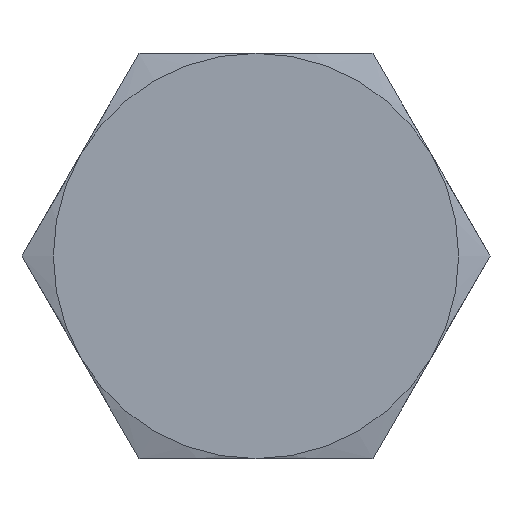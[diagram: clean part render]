
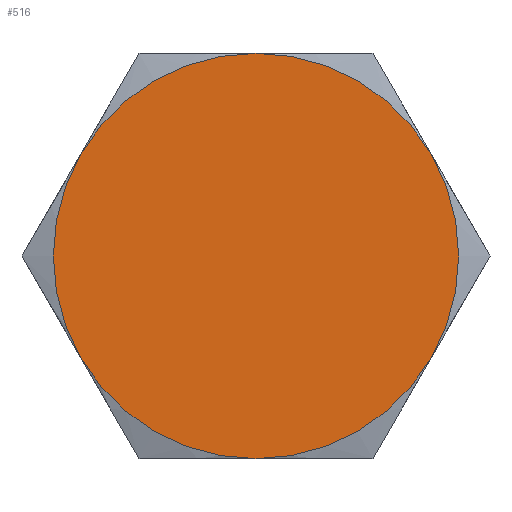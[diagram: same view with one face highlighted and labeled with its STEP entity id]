
A CAD part, left-side view. The second image highlights one B-rep face of the part: STEP entity #516.
In plain terms, the highlighted planar face has unit normal (-1, 0, 0).
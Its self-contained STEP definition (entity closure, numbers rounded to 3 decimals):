
#71=PLANE('',#590);
#197=ORIENTED_EDGE('',*,*,#261,.F.);
#198=ORIENTED_EDGE('',*,*,#260,.F.);
#199=ORIENTED_EDGE('',*,*,#259,.F.);
#200=ORIENTED_EDGE('',*,*,#258,.F.);
#201=ORIENTED_EDGE('',*,*,#262,.F.);
#202=ORIENTED_EDGE('',*,*,#257,.F.);
#257=EDGE_CURVE('',#301,#299,#328,.T.);
#258=EDGE_CURVE('',#308,#307,#329,.T.);
#259=EDGE_CURVE('',#307,#305,#330,.T.);
#260=EDGE_CURVE('',#305,#303,#331,.T.);
#261=EDGE_CURVE('',#303,#301,#332,.T.);
#262=EDGE_CURVE('',#299,#308,#333,.T.);
#299=VERTEX_POINT('',#944);
#301=VERTEX_POINT('',#956);
#303=VERTEX_POINT('',#968);
#305=VERTEX_POINT('',#980);
#307=VERTEX_POINT('',#992);
#308=VERTEX_POINT('',#1002);
#328=CIRCLE('',#581,6.5);
#329=CIRCLE('',#583,6.5);
#330=CIRCLE('',#585,6.5);
#331=CIRCLE('',#587,6.5);
#332=CIRCLE('',#589,6.5);
#333=CIRCLE('',#591,6.5);
#400=EDGE_LOOP('',(#197,#198,#199,#200,#201,#202));
#469=FACE_BOUND('',#400,.T.);
#516=ADVANCED_FACE('',(#469),#71,.F.);
#581=AXIS2_PLACEMENT_3D('',#1008,#707,#708);
#583=AXIS2_PLACEMENT_3D('',#1010,#711,#712);
#585=AXIS2_PLACEMENT_3D('',#1012,#715,#716);
#587=AXIS2_PLACEMENT_3D('',#1014,#719,#720);
#589=AXIS2_PLACEMENT_3D('',#1016,#723,#724);
#590=AXIS2_PLACEMENT_3D('',#1017,#725,#726);
#591=AXIS2_PLACEMENT_3D('',#1018,#727,#728);
#707=DIRECTION('',(1.,0.,0.));
#708=DIRECTION('',(0.,0.,-1.));
#711=DIRECTION('',(1.,0.,0.));
#712=DIRECTION('',(0.,0.,-1.));
#715=DIRECTION('',(1.,0.,0.));
#716=DIRECTION('',(0.,0.,-1.));
#719=DIRECTION('',(1.,0.,0.));
#720=DIRECTION('',(0.,0.,-1.));
#723=DIRECTION('',(1.,0.,0.));
#724=DIRECTION('',(0.,0.,-1.));
#725=DIRECTION('',(1.,0.,0.));
#726=DIRECTION('',(0.,0.,-1.));
#727=DIRECTION('',(1.,0.,0.));
#728=DIRECTION('',(0.,0.,-1.));
#944=CARTESIAN_POINT('',(0.,0.,6.5));
#956=CARTESIAN_POINT('',(0.,5.629,3.25));
#968=CARTESIAN_POINT('',(0.,5.629,-3.25));
#980=CARTESIAN_POINT('',(0.,0.,-6.5));
#992=CARTESIAN_POINT('',(0.,-5.629,-3.25));
#1002=CARTESIAN_POINT('',(0.,-5.629,3.25));
#1008=CARTESIAN_POINT('',(0.,0.,0.));
#1010=CARTESIAN_POINT('',(0.,0.,0.));
#1012=CARTESIAN_POINT('',(0.,0.,0.));
#1014=CARTESIAN_POINT('',(0.,0.,0.));
#1016=CARTESIAN_POINT('',(0.,0.,0.));
#1017=CARTESIAN_POINT('',(0.,0.,0.));
#1018=CARTESIAN_POINT('',(0.,0.,0.));
